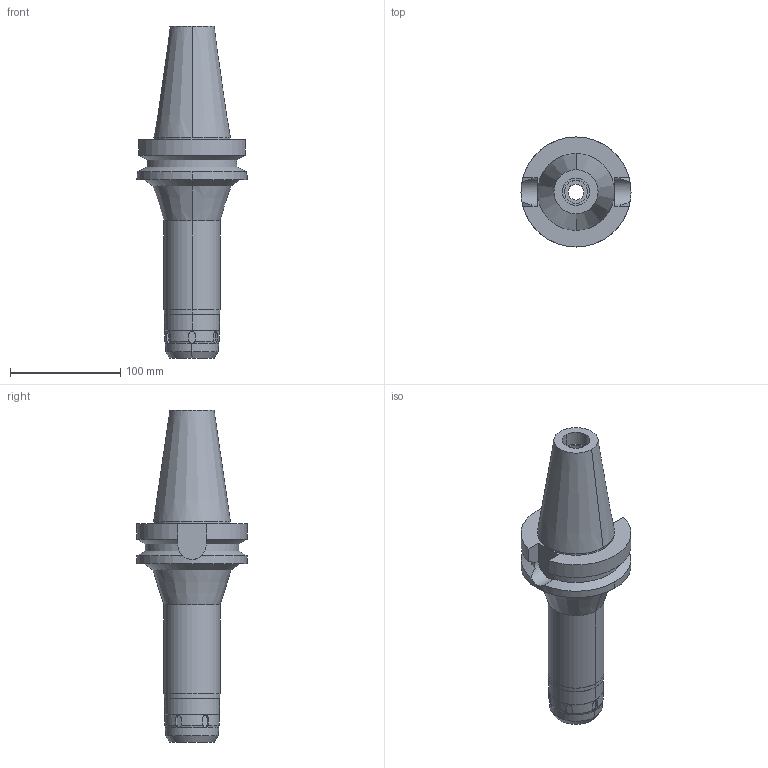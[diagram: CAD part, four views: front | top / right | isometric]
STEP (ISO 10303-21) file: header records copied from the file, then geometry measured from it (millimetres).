
FILE_DESCRIPTION((''),'2;1');
FILE_NAME('BBT50-HMC20S-200','2018-06-13T',('ykawabe'),(''),'CREO PARAMETRIC BY PTC INC, 2016380','CREO PARAMETRIC BY PTC INC, 2016380','');
FILE_SCHEMA(('AUTOMOTIVE_DESIGN { 1 0 10303 214 1 1 1 1 }'));
Length unit declared in the file: millimetre
Products named in the file (1): BBT50-HMC20S-200
Bounding box: 100 x 100 x 301.8 mm (x, y, z)
Volume: 772340 mm3; surface area: 88303 mm2
Topology: 1 solids, 1 shells, 97 faces, 279 edges, 191 vertices
Faces by surface type: cylinder 40, plane 33, cone 24
Entity records: 4459 total; most frequent: CARTESIAN_POINT 878, ORIENTED_EDGE 558, DIRECTION 530, PRESENTATION_STYLE_ASSIGNMENT 284, STYLED_ITEM 284, CURVE_STYLE 283, EDGE_CURVE 279, AXIS2_PLACEMENT_3D 212
